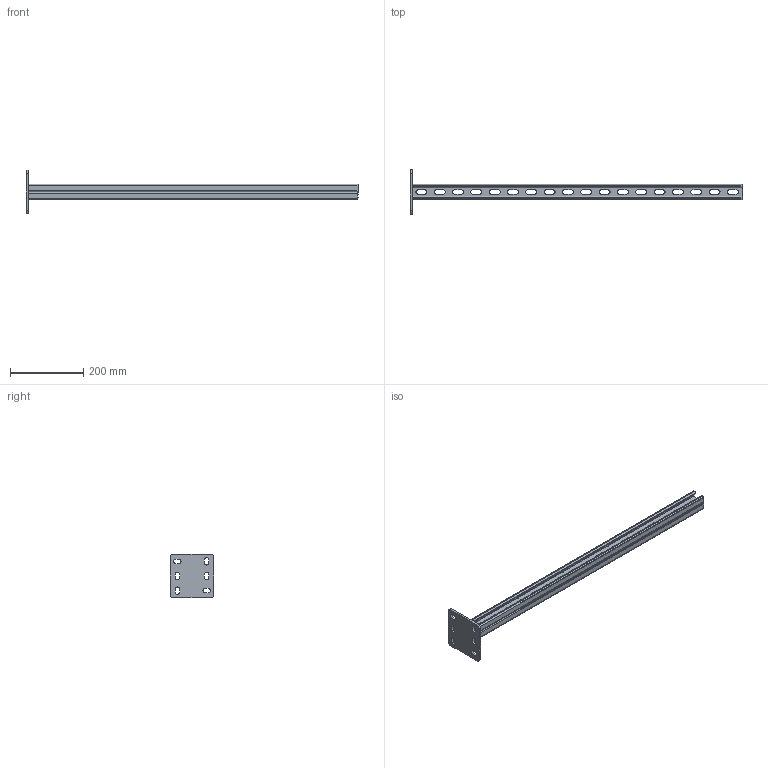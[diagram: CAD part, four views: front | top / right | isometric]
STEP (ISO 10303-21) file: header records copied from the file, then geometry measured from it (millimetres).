
FILE_DESCRIPTION (( 'STEP AP203' ), '1' );
FILE_NAME ('Êðîíøòåéí ïîòîëî÷íûé äâîéíîé_h21-900.step', '2022-01-27T07:50:04', ( '' ), ( '' ), 'SwSTEP 2.0', 'SolidWorks 2017', '' );
FILE_SCHEMA (( 'CONFIG_CONTROL_DESIGN' ));
Length unit declared in the file: millimetre
Products named in the file (3): Êðîíøòåéí ïîòîëî÷íûé äâîéíîé_h21-900; STRUT-镳铘桦黖h21-900; Ïÿòêà ïîòîëî÷êàÿ
Assembly tree (3 placements, depth 2):
  Êðîíøòåéí ïîòîëî÷íûé äâîéíîé_h21-900
    Ïÿòêà ïîòîëî÷êàÿ
    STRUT-镳铘桦黖h21-900  x2
Bounding box: 906 x 120 x 120 mm (x, y, z)
Volume: 466937.3 mm3; surface area: 367892.4 mm2
Topology: 3 solids, 3 shells, 3106 faces, 9298 edges, 6198 vertices
Faces by surface type: plane 3004, cylinder 102
Entity records: 52299 total; most frequent: CARTESIAN_POINT 9410, ORIENTED_EDGE 9400, DIRECTION 7974, EDGE_CURVE 4700, LINE 4580, VECTOR 4580, VERTEX_POINT 3133, AXIS2_PLACEMENT_3D 1697
